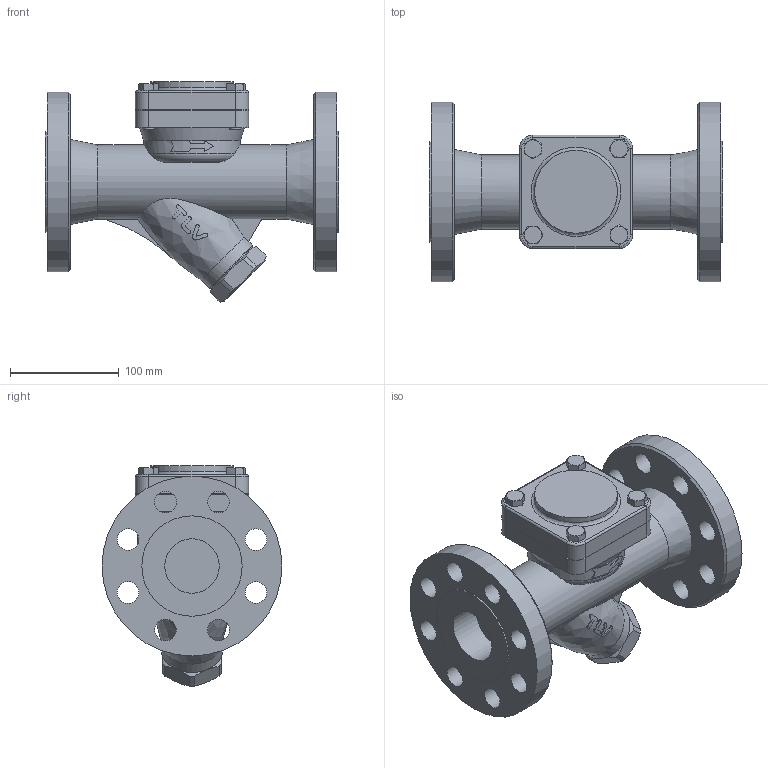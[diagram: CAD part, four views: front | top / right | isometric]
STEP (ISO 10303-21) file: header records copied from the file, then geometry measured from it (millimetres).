
FILE_DESCRIPTION((''),'2;1');
FILE_NAME('a3n00-050-a0300-00.stp','2010-12-09T13:59:35',('nakaot'),(''),'Autodesk Inventor 2008','Autodesk Inventor 2008','');
FILE_SCHEMA(('AUTOMOTIVE_DESIGN { 1 0 10303 214 1 1 1 1 }'));
Length unit declared in the file: millimetre
Products named in the file (1): a3n00-050-a0300-00
Bounding box: 269 x 165 x 202.29 mm (x, y, z)
Volume: 2359168.3 mm3; surface area: 241017.9 mm2
Topology: 2 solids, 2 shells, 226 faces, 561 edges, 366 vertices
Faces by surface type: plane 95, cylinder 62, bspline 32, cone 30, torus 7
Full cylindrical faces by diameter (mm): 10 x8, 20 x8, 50 x2, 54 x1, 56 x1, 68 x1, 76 x1, 165 x1
Entity records: 8253 total; most frequent: CARTESIAN_POINT 3397, ORIENTED_EDGE 980, DIRECTION 928, EDGE_CURVE 490, AXIS2_PLACEMENT_3D 380, EDGE_LOOP 341, VERTEX_POINT 340, FACE_OUTER_BOUND 226
